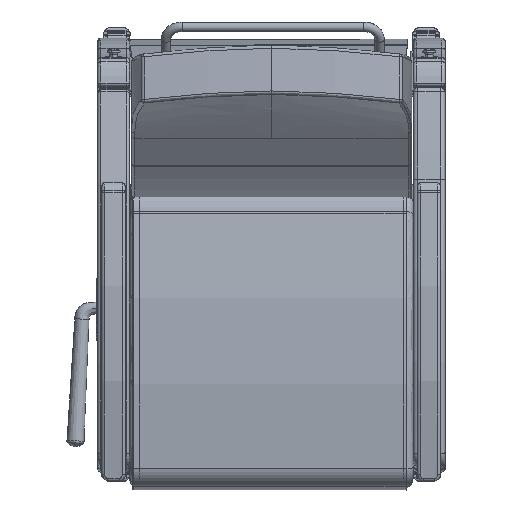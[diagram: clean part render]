
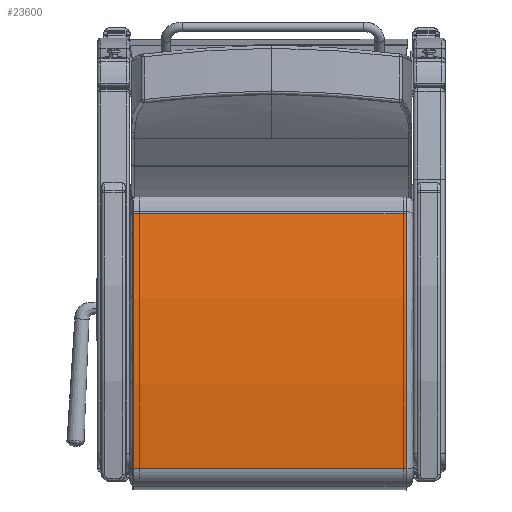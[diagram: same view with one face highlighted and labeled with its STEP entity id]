
A CAD part, front view. The second image highlights one B-rep face of the part: STEP entity #23600.
In plain terms, the highlighted free-form (B-spline) face has degree [3, 1] with [18, 2] control points.
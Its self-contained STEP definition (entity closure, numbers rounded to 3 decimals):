
#1762=ELLIPSE('',#26615,60.179,60.125);
#1767=ELLIPSE('',#26637,60.179,60.125);
#3980=LINE('',#66536,#5513);
#3982=LINE('',#66577,#5515);
#5513=VECTOR('',#33467,0.394);
#5515=VECTOR('',#33471,0.394);
#6871=FACE_OUTER_BOUND('',#8387,.T.);
#8387=EDGE_LOOP('',(#22043,#22044,#22045,#22046));
#12393=VERTEX_POINT('',#66296);
#12394=VERTEX_POINT('',#66297);
#12409=VERTEX_POINT('',#66535);
#12411=VERTEX_POINT('',#66576);
#15783=EDGE_CURVE('',#12393,#12394,#1762,.T.);
#15805=EDGE_CURVE('',#12409,#12394,#3980,.T.);
#15808=EDGE_CURVE('',#12411,#12393,#3982,.T.);
#15809=EDGE_CURVE('',#12409,#12411,#1767,.T.);
#22043=ORIENTED_EDGE('',*,*,#15783,.F.);
#22044=ORIENTED_EDGE('',*,*,#15808,.F.);
#22045=ORIENTED_EDGE('',*,*,#15809,.F.);
#22046=ORIENTED_EDGE('',*,*,#15805,.T.);
#22280=B_SPLINE_SURFACE_WITH_KNOTS('',3,1,((#66540,#66541),(#66542,#66543),
(#66544,#66545),(#66546,#66547),(#66548,#66549),(#66550,#66551),(#66552,
#66553),(#66554,#66555),(#66556,#66557),(#66558,#66559),(#66560,#66561),
(#66562,#66563),(#66564,#66565),(#66566,#66567),(#66568,#66569),(#66570,
#66571),(#66572,#66573),(#66574,#66575)),.UNSPECIFIED.,.F.,.F.,.F.,(4,1,
1,1,1,1,1,1,1,1,1,1,1,1,1,4),(2,2),(1.362,1.39,1.418,
1.431,1.459,1.473,1.501,1.515,
1.543,1.557,1.585,1.599,1.626,
1.64,1.668,1.696),(0.,54.61),
 .UNSPECIFIED.);
#23600=ADVANCED_FACE('',(#6871),#22280,.T.);
#26615=AXIS2_PLACEMENT_3D('',#66298,#33421,#33422);
#26637=AXIS2_PLACEMENT_3D('',#66578,#33472,#33473);
#33421=DIRECTION('center_axis',(0.,0.,
-1.));
#33422=DIRECTION('ref_axis',(1.,0.,0.));
#33467=DIRECTION('',(0.,0.,-1.));
#33471=DIRECTION('',(0.,0.,-1.));
#33472=DIRECTION('center_axis',(0.,0.,
1.));
#33473=DIRECTION('ref_axis',(1.,0.,0.));
#66296=CARTESIAN_POINT('',(3.623,-1.808,0.562));
#66297=CARTESIAN_POINT('',(23.633,-2.645,0.562));
#66298=CARTESIAN_POINT('Origin',(11.145,-61.462,0.562));
#66535=CARTESIAN_POINT('',(23.633,-2.645,21.938));
#66536=CARTESIAN_POINT('',(23.633,-2.645,22.));
#66540=CARTESIAN_POINT('Ctrl Pts',(3.623,-1.808,22.));
#66541=CARTESIAN_POINT('Ctrl Pts',(3.623,-1.808,0.5));
#66542=CARTESIAN_POINT('Ctrl Pts',(4.178,-1.738,22.));
#66543=CARTESIAN_POINT('Ctrl Pts',(4.178,-1.738,0.5));
#66544=CARTESIAN_POINT('Ctrl Pts',(5.289,-1.614,22.));
#66545=CARTESIAN_POINT('Ctrl Pts',(5.289,-1.614,0.5));
#66546=CARTESIAN_POINT('Ctrl Pts',(6.681,-1.498,22.));
#66547=CARTESIAN_POINT('Ctrl Pts',(6.681,-1.498,0.5));
#66548=CARTESIAN_POINT('Ctrl Pts',(8.076,-1.41,22.));
#66549=CARTESIAN_POINT('Ctrl Pts',(8.076,-1.41,0.5));
#66550=CARTESIAN_POINT('Ctrl Pts',(9.193,-1.364,22.));
#66551=CARTESIAN_POINT('Ctrl Pts',(9.193,-1.364,0.5));
#66552=CARTESIAN_POINT('Ctrl Pts',(10.59,-1.335,22.));
#66553=CARTESIAN_POINT('Ctrl Pts',(10.59,-1.335,0.5));
#66554=CARTESIAN_POINT('Ctrl Pts',(11.708,-1.335,22.));
#66555=CARTESIAN_POINT('Ctrl Pts',(11.708,-1.335,0.5));
#66556=CARTESIAN_POINT('Ctrl Pts',(13.105,-1.364,22.));
#66557=CARTESIAN_POINT('Ctrl Pts',(13.105,-1.364,0.5));
#66558=CARTESIAN_POINT('Ctrl Pts',(14.222,-1.411,22.));
#66559=CARTESIAN_POINT('Ctrl Pts',(14.222,-1.411,0.5));
#66560=CARTESIAN_POINT('Ctrl Pts',(15.616,-1.498,22.));
#66561=CARTESIAN_POINT('Ctrl Pts',(15.616,-1.498,0.5));
#66562=CARTESIAN_POINT('Ctrl Pts',(16.73,-1.591,22.));
#66563=CARTESIAN_POINT('Ctrl Pts',(16.73,-1.591,0.5));
#66564=CARTESIAN_POINT('Ctrl Pts',(18.12,-1.737,22.));
#66565=CARTESIAN_POINT('Ctrl Pts',(18.12,-1.737,0.5));
#66566=CARTESIAN_POINT('Ctrl Pts',(19.229,-1.877,22.));
#66567=CARTESIAN_POINT('Ctrl Pts',(19.229,-1.877,0.5));
#66568=CARTESIAN_POINT('Ctrl Pts',(20.611,-2.08,22.));
#66569=CARTESIAN_POINT('Ctrl Pts',(20.611,-2.08,0.5));
#66570=CARTESIAN_POINT('Ctrl Pts',(21.989,-2.313,22.));
#66571=CARTESIAN_POINT('Ctrl Pts',(21.989,-2.313,0.5));
#66572=CARTESIAN_POINT('Ctrl Pts',(23.086,-2.529,22.));
#66573=CARTESIAN_POINT('Ctrl Pts',(23.086,-2.529,0.5));
#66574=CARTESIAN_POINT('Ctrl Pts',(23.633,-2.645,22.));
#66575=CARTESIAN_POINT('Ctrl Pts',(23.633,-2.645,0.5));
#66576=CARTESIAN_POINT('',(3.623,-1.808,21.938));
#66577=CARTESIAN_POINT('',(3.623,-1.808,22.));
#66578=CARTESIAN_POINT('Origin',(11.145,-61.462,21.938));
